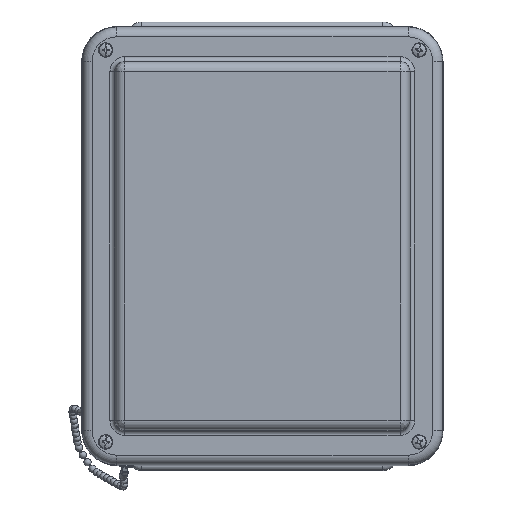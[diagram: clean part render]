
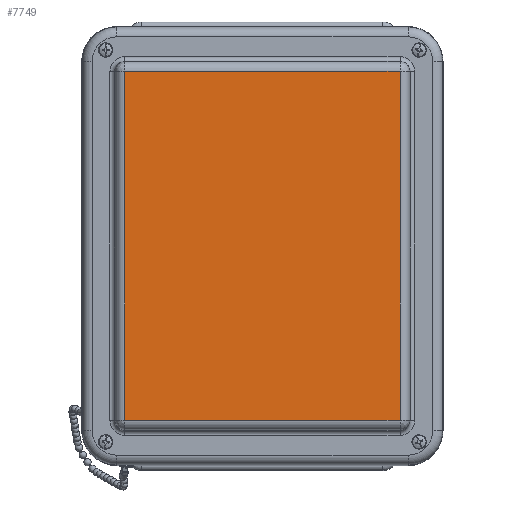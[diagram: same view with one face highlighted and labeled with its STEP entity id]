
A CAD part, top view. The second image highlights one B-rep face of the part: STEP entity #7749.
In plain terms, the highlighted planar face has unit normal (0, 0, 1).
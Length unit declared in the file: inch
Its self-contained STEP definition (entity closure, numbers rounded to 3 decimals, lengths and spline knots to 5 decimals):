
#646=LINE($,#14538,#994);
#649=LINE($,#14545,#997);
#650=LINE($,#14590,#998);
#653=LINE($,#14597,#1001);
#994=VECTOR($,#10592,9.043);
#997=VECTOR($,#10599,7.133);
#998=VECTOR($,#10616,7.133);
#1001=VECTOR($,#10623,9.043);
#1200=PLANE($,#8680);
#2004=FACE_OUTER_BOUND($,#2613,.T.);
#2613=EDGE_LOOP($,(#6478,#6479,#6480,#6481,#6482,#6483,#6484,#6485));
#3310=CIRCLE($,#8655,0.00101);
#3316=CIRCLE($,#8663,0.00101);
#3320=CIRCLE($,#8667,0.00101);
#3324=CIRCLE($,#8673,0.00101);
#3923=VERTEX_POINT($,#14527);
#3924=VERTEX_POINT($,#14529);
#3927=VERTEX_POINT($,#14536);
#3928=VERTEX_POINT($,#14541);
#3931=VERTEX_POINT($,#14562);
#3932=VERTEX_POINT($,#14581);
#3935=VERTEX_POINT($,#14588);
#3936=VERTEX_POINT($,#14593);
#4836=EDGE_CURVE($,#3923,#3924,#3310,.T.);
#4840=EDGE_CURVE($,#3927,#3923,#646,.T.);
#4844=EDGE_CURVE($,#3924,#3928,#649,.T.);
#4846=EDGE_CURVE($,#3931,#3927,#3316,.T.);
#4850=EDGE_CURVE($,#3928,#3932,#3320,.T.);
#4852=EDGE_CURVE($,#3935,#3931,#650,.T.);
#4856=EDGE_CURVE($,#3932,#3936,#653,.T.);
#4858=EDGE_CURVE($,#3936,#3935,#3324,.T.);
#6478=ORIENTED_EDGE($,*,*,#4836,.F.);
#6479=ORIENTED_EDGE($,*,*,#4840,.F.);
#6480=ORIENTED_EDGE($,*,*,#4846,.F.);
#6481=ORIENTED_EDGE($,*,*,#4852,.F.);
#6482=ORIENTED_EDGE($,*,*,#4858,.F.);
#6483=ORIENTED_EDGE($,*,*,#4856,.F.);
#6484=ORIENTED_EDGE($,*,*,#4850,.F.);
#6485=ORIENTED_EDGE($,*,*,#4844,.F.);
#7749=ADVANCED_FACE($,(#2004),#1200,.T.);
#8655=AXIS2_PLACEMENT_3D($,#14530,#10582,#10583);
#8663=AXIS2_PLACEMENT_3D($,#14564,#10602,#10603);
#8667=AXIS2_PLACEMENT_3D($,#14585,#10610,#10611);
#8673=AXIS2_PLACEMENT_3D($,#14614,#10626,#10627);
#8680=AXIS2_PLACEMENT_3D($,#14633,#10647,#10648);
#10582=DIRECTION('center_axis',(0.,0.,-1.));
#10583=DIRECTION('ref_axis',(0.707,-0.707,0.));
#10592=DIRECTION($,(0.,-1.,0.));
#10599=DIRECTION($,(-1.,0.,0.));
#10602=DIRECTION('center_axis',(0.,0.,-1.));
#10603=DIRECTION('ref_axis',(0.707,0.707,0.));
#10610=DIRECTION('center_axis',(0.,0.,-1.));
#10611=DIRECTION('ref_axis',(-0.707,-0.707,0.));
#10616=DIRECTION($,(1.,0.,0.));
#10623=DIRECTION($,(0.,1.,0.));
#10626=DIRECTION('center_axis',(0.,0.,-1.));
#10627=DIRECTION('ref_axis',(-0.707,0.707,0.));
#10647=DIRECTION('center_axis',(0.,0.,1.));
#10648=DIRECTION('ref_axis',(1.,0.,0.));
#14527=CARTESIAN_POINT('',(3.56751,-4.5215,3.125));
#14529=CARTESIAN_POINT('',(3.5665,-4.52251,3.125));
#14530=CARTESIAN_POINT('Origin',(3.5665,-4.5215,3.125));
#14536=CARTESIAN_POINT('',(3.56751,4.5215,3.125));
#14538=CARTESIAN_POINT($,(3.56751,4.5215,3.125));
#14541=CARTESIAN_POINT('',(-3.5665,-4.52251,3.125));
#14545=CARTESIAN_POINT($,(3.5665,-4.52251,3.125));
#14562=CARTESIAN_POINT('',(3.5665,4.52251,3.125));
#14564=CARTESIAN_POINT('Origin',(3.5665,4.5215,3.125));
#14581=CARTESIAN_POINT('',(-3.56751,-4.5215,3.125));
#14585=CARTESIAN_POINT('Origin',(-3.5665,-4.5215,3.125));
#14588=CARTESIAN_POINT('',(-3.5665,4.52251,3.125));
#14590=CARTESIAN_POINT($,(-3.5665,4.52251,3.125));
#14593=CARTESIAN_POINT('',(-3.56751,4.5215,3.125));
#14597=CARTESIAN_POINT($,(-3.56751,-4.5215,3.125));
#14614=CARTESIAN_POINT('Origin',(-3.5665,4.5215,3.125));
#14633=CARTESIAN_POINT('Origin',(0.,0.,3.125));
